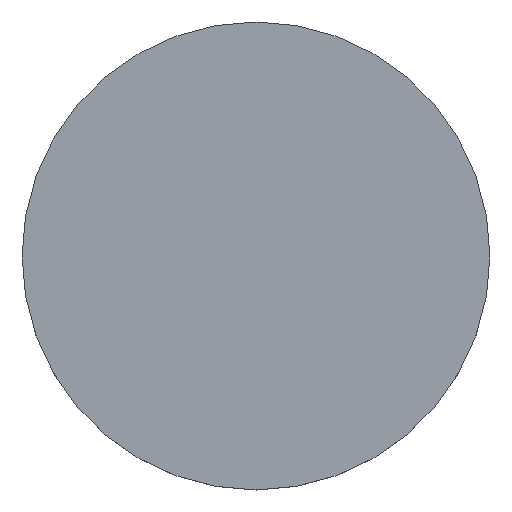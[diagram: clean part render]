
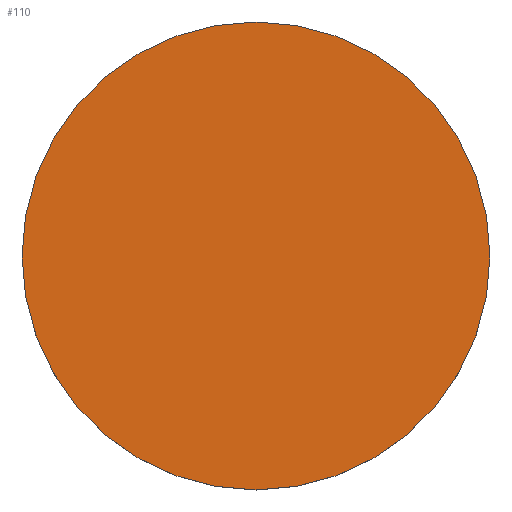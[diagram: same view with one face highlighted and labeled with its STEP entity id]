
A CAD part, top view. The second image highlights one B-rep face of the part: STEP entity #110.
In plain terms, the highlighted planar face has unit normal (0, 0, 1).
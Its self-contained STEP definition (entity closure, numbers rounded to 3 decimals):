
#27=DIRECTION('',(0.,0.,-1.));
#28=DIRECTION('',(1.,0.,0.));
#97=EDGE_CURVE('',#98,#98,#100,.T.);
#98=VERTEX_POINT('',#99);
#99=CARTESIAN_POINT('',(6.25,0.,2.5));
#100=CIRCLE('',#101,6.25);
#101=AXIS2_PLACEMENT_3D('',#102,#27,#28);
#102=CARTESIAN_POINT('',(0.,0.,2.5));
#110=ADVANCED_FACE('',(#111),#114,.F.);
#111=FACE_BOUND('',#112,.T.);
#112=EDGE_LOOP('',(#113));
#113=ORIENTED_EDGE('',*,*,#97,.F.);
#114=PLANE('',#101);
